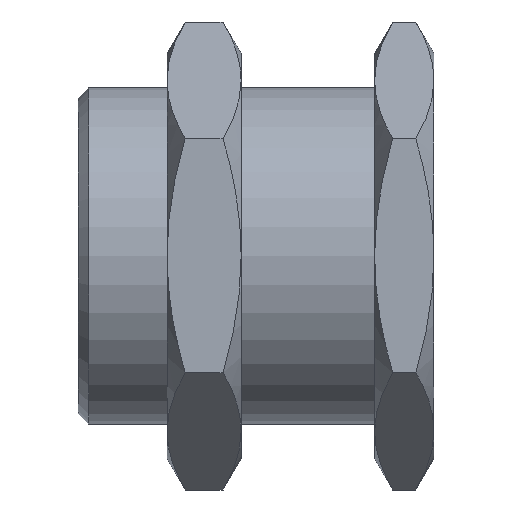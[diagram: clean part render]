
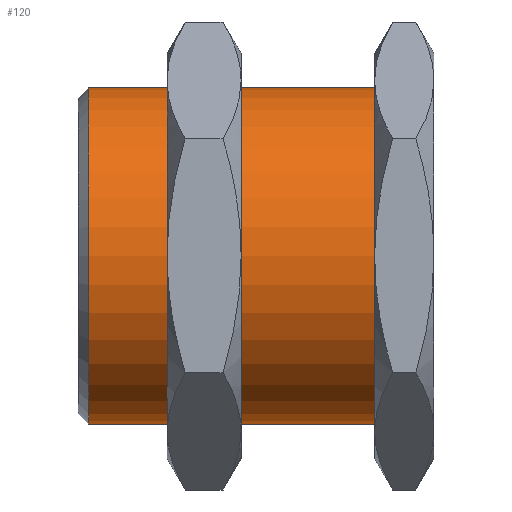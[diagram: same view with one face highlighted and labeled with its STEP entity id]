
A CAD part, top view. The second image highlights one B-rep face of the part: STEP entity #120.
In plain terms, the highlighted cylindrical face has radius 17 mm (diameter 34 mm), a partial arc.
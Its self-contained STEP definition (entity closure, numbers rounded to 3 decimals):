
#120=ADVANCED_FACE('',(#284),#285,.T.);
#284=FACE_OUTER_BOUND('',#497,.T.);
#285=CYLINDRICAL_SURFACE('',#498,17.0);
#497=EDGE_LOOP('',(#759,#760,#761,#762));
#498=AXIS2_PLACEMENT_3D('',#763,#764,#765);
#759=ORIENTED_EDGE('',*,*,#1260,.F.);
#760=ORIENTED_EDGE('',*,*,#1261,.T.);
#761=ORIENTED_EDGE('',*,*,#1262,.F.);
#762=ORIENTED_EDGE('',*,*,#1263,.T.);
#763=CARTESIAN_POINT('',(-19.959,0.0,0.0));
#764=DIRECTION('',(1.0,0.0,0.0));
#765=DIRECTION('',(0.0,1.0,0.0));
#1260=EDGE_CURVE('',#1508,#1509,#1510,.T.);
#1261=EDGE_CURVE('',#1508,#1511,#1512,.T.);
#1262=EDGE_CURVE('',#1513,#1511,#1514,.T.);
#1263=EDGE_CURVE('',#1513,#1509,#1515,.T.);
#1508=VERTEX_POINT('',#1987);
#1509=VERTEX_POINT('',#1988);
#1510=LINE('',#1989,#1990);
#1511=VERTEX_POINT('',#1991);
#1512=CIRCLE('',#1992,17.0);
#1513=VERTEX_POINT('',#1993);
#1514=LINE('',#1994,#1995);
#1515=CIRCLE('',#1996,17.0);
#1987=CARTESIAN_POINT('',(-34.918,17.0,0.0));
#1988=CARTESIAN_POINT('',(-6.0,17.0,0.));
#1989=CARTESIAN_POINT('',(-19.959,17.0,0.));
#1990=VECTOR('',#2604,1.0);
#1991=CARTESIAN_POINT('',(-34.918,-17.0,0.));
#1992=AXIS2_PLACEMENT_3D('',#2605,#2606,#2607);
#1993=CARTESIAN_POINT('',(-6.0,-17.0,0.));
#1994=CARTESIAN_POINT('',(-19.959,-17.0,0.));
#1995=VECTOR('',#2608,1.0);
#1996=AXIS2_PLACEMENT_3D('',#2609,#2610,#2611);
#2604=DIRECTION('',(1.0,0.0,0.0));
#2605=CARTESIAN_POINT('',(-34.918,0.0,0.0));
#2606=DIRECTION('',(1.0,0.0,0.0));
#2607=DIRECTION('',(0.0,1.0,0.0));
#2608=DIRECTION('',(-1.0,-0.0,-0.0));
#2609=CARTESIAN_POINT('',(-6.0,0.0,0.0));
#2610=DIRECTION('',(-1.0,0.,-0.0));
#2611=DIRECTION('',(0.,1.0,0.0));
